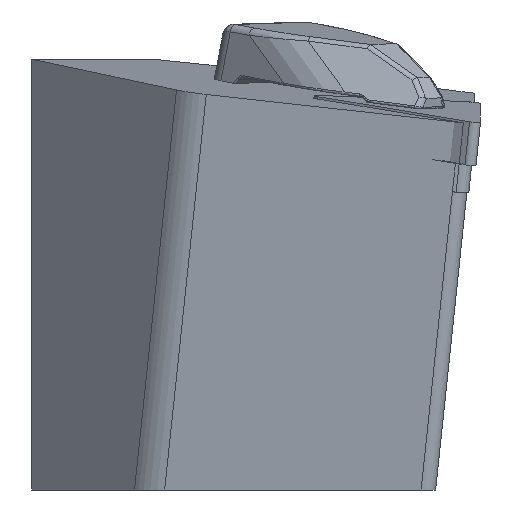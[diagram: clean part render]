
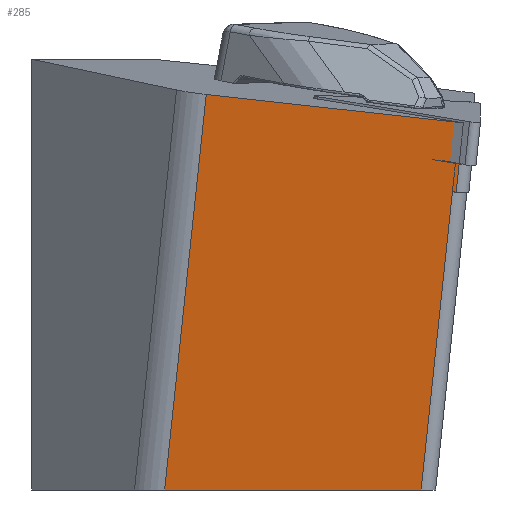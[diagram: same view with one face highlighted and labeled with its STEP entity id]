
A CAD part, left-side view. The second image highlights one B-rep face of the part: STEP entity #285.
In plain terms, the highlighted planar face has unit normal (-0.993, 0.063, -0.098).
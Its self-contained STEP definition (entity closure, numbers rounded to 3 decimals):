
#285=ADVANCED_FACE('',(#426),#383,.T.);
#383=PLANE('',#1761);
#426=FACE_OUTER_BOUND('',#521,.T.);
#521=EDGE_LOOP('',(#706,#707,#708,#709,#710,#711));
#706=ORIENTED_EDGE('',*,*,#1288,.F.);
#707=ORIENTED_EDGE('',*,*,#1279,.F.);
#708=ORIENTED_EDGE('',*,*,#1289,.T.);
#709=ORIENTED_EDGE('',*,*,#1260,.F.);
#710=ORIENTED_EDGE('',*,*,#1242,.F.);
#711=ORIENTED_EDGE('',*,*,#1238,.T.);
#1089=VERTEX_POINT('',#2441);
#1090=VERTEX_POINT('',#2443);
#1094=VERTEX_POINT('',#2453);
#1109=VERTEX_POINT('',#2490);
#1121=VERTEX_POINT('',#2517);
#1123=VERTEX_POINT('',#2523);
#1238=EDGE_CURVE('',#1089,#1090,#1470,.T.);
#1242=EDGE_CURVE('',#1089,#1094,#1472,.T.);
#1260=EDGE_CURVE('',#1094,#1109,#1489,.T.);
#1279=EDGE_CURVE('',#1123,#1121,#1502,.T.);
#1288=EDGE_CURVE('',#1121,#1090,#1511,.T.);
#1289=EDGE_CURVE('',#1123,#1109,#1512,.T.);
#1470=LINE('',#2444,#1606);
#1472=LINE('',#2452,#1608);
#1489=LINE('',#2489,#1625);
#1502=LINE('',#2524,#1638);
#1511=LINE('',#2543,#1647);
#1512=LINE('',#2544,#1648);
#1606=VECTOR('',#1938,1.);
#1608=VECTOR('',#1946,1.);
#1625=VECTOR('',#1973,1.);
#1638=VECTOR('',#2000,1.);
#1647=VECTOR('',#2025,1.);
#1648=VECTOR('',#2026,1.);
#1761=AXIS2_PLACEMENT_3D('',#2545,#2027,#2028);
#1938=DIRECTION('',(-0.052,-0.993,-0.11));
#1946=DIRECTION('',(0.105,0.104,-0.989));
#1973=DIRECTION('',(0.063,0.998,0.));
#2000=DIRECTION('',(-0.052,-0.993,-0.11));
#2025=DIRECTION('',(0.105,0.104,-0.989));
#2026=DIRECTION('',(0.105,0.104,-0.989));
#2027=DIRECTION('',(-0.993,0.063,-0.098));
#2028=DIRECTION('',(-0.099,0.,0.995));
#2441=CARTESIAN_POINT('',(-123.365,-7.46,259.048));
#2443=CARTESIAN_POINT('',(-123.386,-7.861,259.003));
#2444=CARTESIAN_POINT('',(-123.365,-7.46,259.048));
#2452=CARTESIAN_POINT('',(-159.214,-43.113,598.262));
#2453=CARTESIAN_POINT('',(-119.925,-4.039,226.5));
#2489=CARTESIAN_POINT('',(-120.357,-10.861,226.5));
#2490=CARTESIAN_POINT('',(-118.151,23.95,226.5));
#2517=CARTESIAN_POINT('',(-124.184,-8.655,266.56));
#2523=CARTESIAN_POINT('',(-122.712,19.413,269.666));
#2524=CARTESIAN_POINT('',(-124.285,-10.579,266.347));
#2543=CARTESIAN_POINT('',(-159.235,-43.514,598.218));
#2544=CARTESIAN_POINT('',(-157.763,-15.445,601.324));
#2545=CARTESIAN_POINT('',(-159.214,-43.113,598.262));
